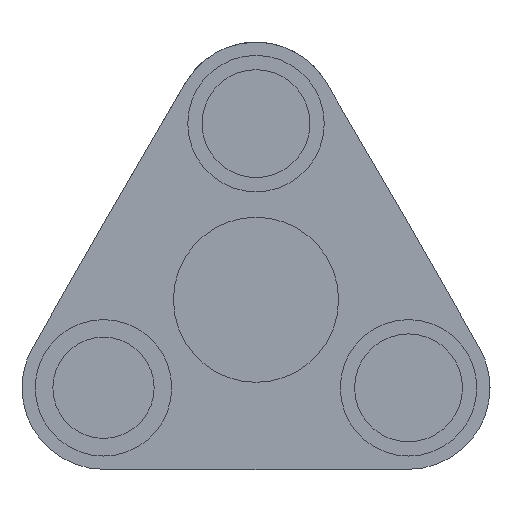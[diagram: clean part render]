
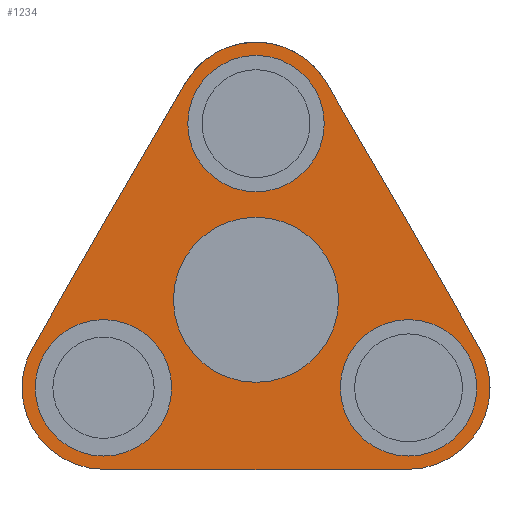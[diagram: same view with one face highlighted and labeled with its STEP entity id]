
A CAD part, left-side view. The second image highlights one B-rep face of the part: STEP entity #1234.
In plain terms, the highlighted planar face has unit normal (-1, 0, 0).
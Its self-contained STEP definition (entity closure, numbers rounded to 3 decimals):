
#44=FACE_BOUND('',#223,.T.);
#45=FACE_BOUND('',#224,.T.);
#46=FACE_BOUND('',#225,.T.);
#47=FACE_BOUND('',#226,.T.);
#80=PLANE('',#1362);
#138=FACE_OUTER_BOUND('',#222,.T.);
#222=EDGE_LOOP('',(#965,#966,#967,#968,#969,#970,#971,#972,#973,#974,#975,
#976,#977,#978));
#223=EDGE_LOOP('',(#979));
#224=EDGE_LOOP('',(#980));
#225=EDGE_LOOP('',(#981));
#226=EDGE_LOOP('',(#982));
#293=LINE('',#1886,#403);
#297=LINE('',#1894,#407);
#300=LINE('',#1900,#410);
#303=LINE('',#1906,#413);
#307=LINE('',#1918,#417);
#310=LINE('',#1924,#420);
#313=LINE('',#1930,#423);
#317=LINE('',#1942,#427);
#320=LINE('',#1948,#430);
#323=LINE('',#1954,#433);
#326=LINE('',#1960,#436);
#403=VECTOR('',#1525,10.);
#407=VECTOR('',#1531,10.);
#410=VECTOR('',#1536,10.);
#413=VECTOR('',#1541,10.);
#417=VECTOR('',#1553,10.);
#420=VECTOR('',#1558,10.);
#423=VECTOR('',#1563,10.);
#427=VECTOR('',#1575,10.);
#430=VECTOR('',#1580,10.);
#433=VECTOR('',#1585,10.);
#436=VECTOR('',#1590,10.);
#503=CIRCLE('',#1306,3.1);
#506=CIRCLE('',#1311,3.1);
#509=CIRCLE('',#1316,3.1);
#522=CIRCLE('',#1339,3.75);
#523=CIRCLE('',#1346,3.7);
#525=CIRCLE('',#1352,3.7);
#527=CIRCLE('',#1359,3.7);
#559=VERTEX_POINT('',#1818);
#562=VERTEX_POINT('',#1827);
#565=VERTEX_POINT('',#1836);
#578=VERTEX_POINT('',#1878);
#579=VERTEX_POINT('',#1884);
#580=VERTEX_POINT('',#1885);
#583=VERTEX_POINT('',#1893);
#585=VERTEX_POINT('',#1899);
#587=VERTEX_POINT('',#1905);
#589=VERTEX_POINT('',#1911);
#591=VERTEX_POINT('',#1917);
#593=VERTEX_POINT('',#1923);
#595=VERTEX_POINT('',#1929);
#597=VERTEX_POINT('',#1935);
#599=VERTEX_POINT('',#1941);
#601=VERTEX_POINT('',#1947);
#603=VERTEX_POINT('',#1953);
#605=VERTEX_POINT('',#1959);
#671=EDGE_CURVE('',#559,#559,#503,.T.);
#675=EDGE_CURVE('',#562,#562,#506,.T.);
#679=EDGE_CURVE('',#565,#565,#509,.T.);
#699=EDGE_CURVE('',#578,#578,#522,.T.);
#701=EDGE_CURVE('',#579,#580,#293,.T.);
#705=EDGE_CURVE('',#583,#579,#297,.T.);
#708=EDGE_CURVE('',#583,#585,#300,.T.);
#711=EDGE_CURVE('',#587,#585,#303,.T.);
#714=EDGE_CURVE('',#589,#587,#523,.T.);
#717=EDGE_CURVE('',#591,#589,#307,.T.);
#720=EDGE_CURVE('',#591,#593,#310,.T.);
#723=EDGE_CURVE('',#595,#593,#313,.T.);
#726=EDGE_CURVE('',#597,#595,#525,.T.);
#729=EDGE_CURVE('',#599,#597,#317,.T.);
#732=EDGE_CURVE('',#601,#599,#320,.T.);
#735=EDGE_CURVE('',#601,#603,#323,.T.);
#738=EDGE_CURVE('',#605,#603,#326,.T.);
#741=EDGE_CURVE('',#580,#605,#527,.T.);
#965=ORIENTED_EDGE('',*,*,#741,.F.);
#966=ORIENTED_EDGE('',*,*,#701,.F.);
#967=ORIENTED_EDGE('',*,*,#705,.F.);
#968=ORIENTED_EDGE('',*,*,#708,.T.);
#969=ORIENTED_EDGE('',*,*,#711,.F.);
#970=ORIENTED_EDGE('',*,*,#714,.F.);
#971=ORIENTED_EDGE('',*,*,#717,.F.);
#972=ORIENTED_EDGE('',*,*,#720,.T.);
#973=ORIENTED_EDGE('',*,*,#723,.F.);
#974=ORIENTED_EDGE('',*,*,#726,.F.);
#975=ORIENTED_EDGE('',*,*,#729,.F.);
#976=ORIENTED_EDGE('',*,*,#732,.F.);
#977=ORIENTED_EDGE('',*,*,#735,.T.);
#978=ORIENTED_EDGE('',*,*,#738,.F.);
#979=ORIENTED_EDGE('',*,*,#671,.T.);
#980=ORIENTED_EDGE('',*,*,#675,.T.);
#981=ORIENTED_EDGE('',*,*,#679,.T.);
#982=ORIENTED_EDGE('',*,*,#699,.F.);
#1234=ADVANCED_FACE('',(#138,#44,#45,#46,#47),#80,.F.);
#1306=AXIS2_PLACEMENT_3D('',#1819,#1443,#1444);
#1311=AXIS2_PLACEMENT_3D('',#1828,#1454,#1455);
#1316=AXIS2_PLACEMENT_3D('',#1837,#1465,#1466);
#1339=AXIS2_PLACEMENT_3D('',#1880,#1518,#1519);
#1346=AXIS2_PLACEMENT_3D('',#1912,#1546,#1547);
#1352=AXIS2_PLACEMENT_3D('',#1936,#1568,#1569);
#1359=AXIS2_PLACEMENT_3D('',#1965,#1595,#1596);
#1362=AXIS2_PLACEMENT_3D('',#1968,#1601,#1602);
#1443=DIRECTION('center_axis',(1.,0.,0.));
#1444=DIRECTION('ref_axis',(0.,1.,0.));
#1454=DIRECTION('center_axis',(1.,0.,0.));
#1455=DIRECTION('ref_axis',(0.,1.,0.));
#1465=DIRECTION('center_axis',(1.,0.,0.));
#1466=DIRECTION('ref_axis',(0.,1.,0.));
#1518=DIRECTION('center_axis',(-1.,0.,0.));
#1519=DIRECTION('ref_axis',(0.,1.,0.));
#1525=DIRECTION('',(0.,0.,-1.));
#1531=DIRECTION('',(0.,-0.497,-0.868));
#1536=DIRECTION('',(0.,0.503,0.864));
#1541=DIRECTION('',(0.,-0.866,-0.5));
#1546=DIRECTION('center_axis',(1.,0.,0.));
#1547=DIRECTION('ref_axis',(0.,1.,0.));
#1553=DIRECTION('',(0.,-0.503,0.864));
#1558=DIRECTION('',(0.,0.497,-0.868));
#1563=DIRECTION('',(0.,0.,1.));
#1568=DIRECTION('center_axis',(1.,0.,0.));
#1569=DIRECTION('ref_axis',(0.,1.,0.));
#1575=DIRECTION('',(0.,0.866,0.5));
#1580=DIRECTION('',(0.,1.,0.004));
#1585=DIRECTION('',(0.,-1.,0.004));
#1590=DIRECTION('',(0.,0.866,-0.5));
#1595=DIRECTION('center_axis',(1.,0.,0.));
#1596=DIRECTION('ref_axis',(0.,1.,0.));
#1601=DIRECTION('center_axis',(1.,0.,0.));
#1602=DIRECTION('ref_axis',(0.,1.,0.));
#1818=CARTESIAN_POINT('',(0.,3.828,-4.));
#1819=CARTESIAN_POINT('Origin',(0.,6.928,-4.));
#1827=CARTESIAN_POINT('',(0.,-3.1,8.));
#1828=CARTESIAN_POINT('Origin',(0.,0.,8.));
#1836=CARTESIAN_POINT('',(0.,-10.028,-4.));
#1837=CARTESIAN_POINT('Origin',(0.,-6.928,-4.));
#1878=CARTESIAN_POINT('',(0.,-3.75,0.));
#1880=CARTESIAN_POINT('Origin',(0.,0.,0.));
#1884=CARTESIAN_POINT('',(0.,-10.132,-2.15));
#1885=CARTESIAN_POINT('',(0.,-10.132,-2.15));
#1886=CARTESIAN_POINT('',(0.,-10.132,5.85));
#1893=CARTESIAN_POINT('',(0.,-6.69,3.863));
#1894=CARTESIAN_POINT('',(0.,-6.69,3.863));
#1899=CARTESIAN_POINT('',(0.,-3.204,9.85));
#1900=CARTESIAN_POINT('',(0.,-6.69,3.863));
#1905=CARTESIAN_POINT('',(0.,-3.204,9.85));
#1906=CARTESIAN_POINT('',(0.,0.,11.7));
#1911=CARTESIAN_POINT('',(0.,3.198,9.862));
#1912=CARTESIAN_POINT('Origin',(0.,0.,8.));
#1917=CARTESIAN_POINT('',(0.,6.69,3.863));
#1918=CARTESIAN_POINT('',(0.,6.69,3.863));
#1923=CARTESIAN_POINT('',(0.,10.132,-2.15));
#1924=CARTESIAN_POINT('',(0.,6.69,3.863));
#1929=CARTESIAN_POINT('',(0.,10.132,-2.15));
#1930=CARTESIAN_POINT('',(0.,10.132,-5.85));
#1935=CARTESIAN_POINT('',(0.,6.928,-7.7));
#1936=CARTESIAN_POINT('Origin',(0.,6.928,-4.));
#1941=CARTESIAN_POINT('',(0.,6.928,-7.7));
#1942=CARTESIAN_POINT('',(0.,0.,-11.7));
#1947=CARTESIAN_POINT('',(0.,0.,-7.725));
#1948=CARTESIAN_POINT('',(0.,0.,-7.725));
#1953=CARTESIAN_POINT('',(0.,-6.928,-7.7));
#1954=CARTESIAN_POINT('',(0.,0.,-7.725));
#1959=CARTESIAN_POINT('',(0.,-6.928,-7.7));
#1960=CARTESIAN_POINT('',(0.,-10.132,-5.85));
#1965=CARTESIAN_POINT('Origin',(0.,-6.928,-4.));
#1968=CARTESIAN_POINT('Origin',(0.,0.,0.));
